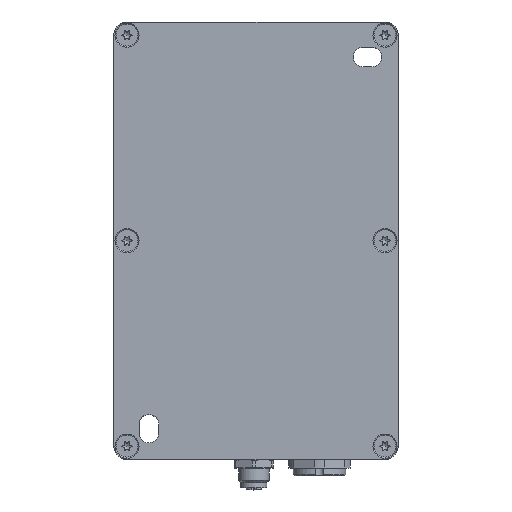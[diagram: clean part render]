
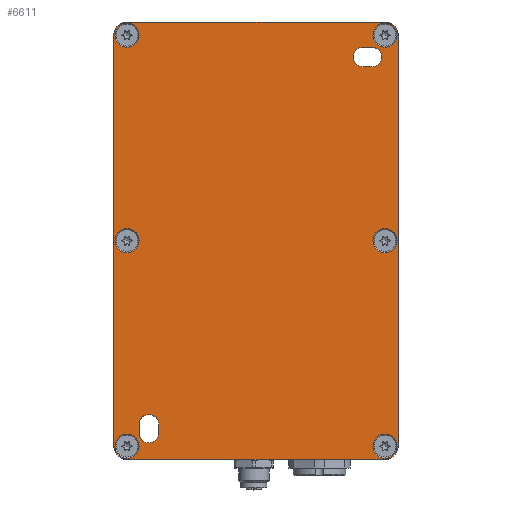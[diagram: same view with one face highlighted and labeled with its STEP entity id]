
A CAD part, top view. The second image highlights one B-rep face of the part: STEP entity #6611.
In plain terms, the highlighted planar face has unit normal (0, 0, 1).
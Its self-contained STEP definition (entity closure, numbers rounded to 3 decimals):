
#577=FACE_BOUND('',#1676,.T.);
#578=FACE_BOUND('',#1677,.T.);
#579=FACE_BOUND('',#1678,.T.);
#580=FACE_BOUND('',#1679,.T.);
#581=FACE_BOUND('',#1680,.T.);
#582=FACE_BOUND('',#1681,.T.);
#583=FACE_BOUND('',#1682,.T.);
#584=FACE_BOUND('',#1683,.T.);
#755=PLANE('',#7318);
#1147=FACE_OUTER_BOUND('',#1675,.T.);
#1675=EDGE_LOOP('',(#6017,#6018,#6019,#6020,#6021,#6022,#6023,#6024));
#1676=EDGE_LOOP('',(#6025));
#1677=EDGE_LOOP('',(#6026));
#1678=EDGE_LOOP('',(#6027));
#1679=EDGE_LOOP('',(#6028));
#1680=EDGE_LOOP('',(#6029));
#1681=EDGE_LOOP('',(#6030));
#1682=EDGE_LOOP('',(#6031,#6032,#6033,#6034));
#1683=EDGE_LOOP('',(#6035,#6036,#6037,#6038));
#2032=LINE('',#12413,#2384);
#2033=LINE('',#12451,#2385);
#2034=LINE('',#12453,#2386);
#2035=LINE('',#12455,#2387);
#2036=LINE('',#12457,#2388);
#2037=LINE('',#12458,#2389);
#2038=LINE('',#12459,#2390);
#2039=LINE('',#12460,#2391);
#2384=VECTOR('',#8993,59.);
#2385=VECTOR('',#9044,94.);
#2386=VECTOR('',#9047,59.);
#2387=VECTOR('',#9050,94.);
#2388=VECTOR('',#9053,2.);
#2389=VECTOR('',#9054,2.);
#2390=VECTOR('',#9055,2.);
#2391=VECTOR('',#9056,2.);
#2625=CIRCLE('',#7183,2.25);
#2634=CIRCLE('',#7197,2.25);
#2636=CIRCLE('',#7202,2.25);
#2637=CIRCLE('',#7207,2.25);
#2651=CIRCLE('',#7234,3.);
#2652=CIRCLE('',#7236,3.);
#2653=CIRCLE('',#7239,3.);
#2654=CIRCLE('',#7242,3.);
#2678=CIRCLE('',#7294,2.75);
#2680=CIRCLE('',#7298,2.75);
#2682=CIRCLE('',#7302,2.75);
#2684=CIRCLE('',#7306,2.75);
#2686=CIRCLE('',#7310,2.75);
#2688=CIRCLE('',#7314,2.75);
#3340=VERTEX_POINT('',#12104);
#3341=VERTEX_POINT('',#12106);
#3359=VERTEX_POINT('',#12194);
#3360=VERTEX_POINT('',#12196);
#3367=VERTEX_POINT('',#12217);
#3368=VERTEX_POINT('',#12219);
#3371=VERTEX_POINT('',#12235);
#3372=VERTEX_POINT('',#12237);
#3391=VERTEX_POINT('',#12299);
#3392=VERTEX_POINT('',#12301);
#3395=VERTEX_POINT('',#12309);
#3396=VERTEX_POINT('',#12311);
#3399=VERTEX_POINT('',#12321);
#3400=VERTEX_POINT('',#12323);
#3403=VERTEX_POINT('',#12333);
#3404=VERTEX_POINT('',#12335);
#3428=VERTEX_POINT('',#12418);
#3430=VERTEX_POINT('',#12424);
#3432=VERTEX_POINT('',#12430);
#3434=VERTEX_POINT('',#12436);
#3436=VERTEX_POINT('',#12442);
#3438=VERTEX_POINT('',#12448);
#4170=EDGE_CURVE('',#3341,#3340,#2625,.T.);
#4192=EDGE_CURVE('',#3360,#3359,#2634,.T.);
#4204=EDGE_CURVE('',#3368,#3367,#2636,.T.);
#4214=EDGE_CURVE('',#3372,#3371,#2637,.T.);
#4245=EDGE_CURVE('',#3391,#3392,#2651,.T.);
#4250=EDGE_CURVE('',#3395,#3396,#2652,.T.);
#4256=EDGE_CURVE('',#3399,#3400,#2653,.T.);
#4262=EDGE_CURVE('',#3403,#3404,#2654,.T.);
#4291=EDGE_CURVE('',#3396,#3391,#2032,.T.);
#4293=EDGE_CURVE('',#3428,#3428,#2678,.T.);
#4295=EDGE_CURVE('',#3430,#3430,#2680,.T.);
#4297=EDGE_CURVE('',#3432,#3432,#2682,.T.);
#4299=EDGE_CURVE('',#3434,#3434,#2684,.T.);
#4301=EDGE_CURVE('',#3436,#3436,#2686,.T.);
#4303=EDGE_CURVE('',#3438,#3438,#2688,.T.);
#4304=EDGE_CURVE('',#3392,#3403,#2033,.T.);
#4305=EDGE_CURVE('',#3404,#3399,#2034,.T.);
#4306=EDGE_CURVE('',#3400,#3395,#2035,.T.);
#4307=EDGE_CURVE('',#3340,#3368,#2036,.T.);
#4308=EDGE_CURVE('',#3367,#3341,#2037,.T.);
#4309=EDGE_CURVE('',#3359,#3372,#2038,.T.);
#4310=EDGE_CURVE('',#3371,#3360,#2039,.T.);
#6017=ORIENTED_EDGE('',*,*,#4250,.F.);
#6018=ORIENTED_EDGE('',*,*,#4306,.F.);
#6019=ORIENTED_EDGE('',*,*,#4256,.F.);
#6020=ORIENTED_EDGE('',*,*,#4305,.F.);
#6021=ORIENTED_EDGE('',*,*,#4262,.F.);
#6022=ORIENTED_EDGE('',*,*,#4304,.F.);
#6023=ORIENTED_EDGE('',*,*,#4245,.F.);
#6024=ORIENTED_EDGE('',*,*,#4291,.F.);
#6025=ORIENTED_EDGE('',*,*,#4303,.T.);
#6026=ORIENTED_EDGE('',*,*,#4301,.T.);
#6027=ORIENTED_EDGE('',*,*,#4299,.T.);
#6028=ORIENTED_EDGE('',*,*,#4297,.T.);
#6029=ORIENTED_EDGE('',*,*,#4295,.T.);
#6030=ORIENTED_EDGE('',*,*,#4293,.T.);
#6031=ORIENTED_EDGE('',*,*,#4307,.T.);
#6032=ORIENTED_EDGE('',*,*,#4204,.T.);
#6033=ORIENTED_EDGE('',*,*,#4308,.T.);
#6034=ORIENTED_EDGE('',*,*,#4170,.T.);
#6035=ORIENTED_EDGE('',*,*,#4309,.T.);
#6036=ORIENTED_EDGE('',*,*,#4214,.T.);
#6037=ORIENTED_EDGE('',*,*,#4310,.T.);
#6038=ORIENTED_EDGE('',*,*,#4192,.T.);
#6611=ADVANCED_FACE('',(#1147,#577,#578,#579,#580,#581,#582,#583,#584),
#755,.T.);
#7183=AXIS2_PLACEMENT_3D('',#12107,#8712,#8713);
#7197=AXIS2_PLACEMENT_3D('',#12197,#8749,#8750);
#7202=AXIS2_PLACEMENT_3D('',#12220,#8769,#8770);
#7207=AXIS2_PLACEMENT_3D('',#12238,#8788,#8789);
#7234=AXIS2_PLACEMENT_3D('',#12302,#8859,#8860);
#7236=AXIS2_PLACEMENT_3D('',#12312,#8867,#8868);
#7239=AXIS2_PLACEMENT_3D('',#12324,#8878,#8879);
#7242=AXIS2_PLACEMENT_3D('',#12336,#8889,#8890);
#7294=AXIS2_PLACEMENT_3D('',#12419,#9000,#9001);
#7298=AXIS2_PLACEMENT_3D('',#12425,#9008,#9009);
#7302=AXIS2_PLACEMENT_3D('',#12431,#9016,#9017);
#7306=AXIS2_PLACEMENT_3D('',#12437,#9024,#9025);
#7310=AXIS2_PLACEMENT_3D('',#12443,#9032,#9033);
#7314=AXIS2_PLACEMENT_3D('',#12449,#9040,#9041);
#7318=AXIS2_PLACEMENT_3D('',#12456,#9051,#9052);
#8712=DIRECTION('center_axis',(0.,0.,
-1.));
#8713=DIRECTION('ref_axis',(-1.,0.,0.));
#8749=DIRECTION('center_axis',(0.,0.,
-1.));
#8750=DIRECTION('ref_axis',(-1.,0.,0.));
#8769=DIRECTION('center_axis',(0.,0.,
-1.));
#8770=DIRECTION('ref_axis',(1.,0.,0.));
#8788=DIRECTION('center_axis',(0.,0.,
-1.));
#8789=DIRECTION('ref_axis',(1.,0.,0.));
#8859=DIRECTION('center_axis',(0.,0.,
-1.));
#8860=DIRECTION('ref_axis',(-0.707,-0.707,0.));
#8867=DIRECTION('center_axis',(0.,0.,
-1.));
#8868=DIRECTION('ref_axis',(0.707,-0.707,0.));
#8878=DIRECTION('center_axis',(0.,0.,
-1.));
#8879=DIRECTION('ref_axis',(0.707,0.707,0.));
#8889=DIRECTION('center_axis',(0.,0.,
-1.));
#8890=DIRECTION('ref_axis',(-0.707,0.707,0.));
#8993=DIRECTION('',(-1.,0.,0.));
#9000=DIRECTION('center_axis',(0.,0.,
-1.));
#9001=DIRECTION('ref_axis',(1.,0.,0.));
#9008=DIRECTION('center_axis',(0.,0.,
-1.));
#9009=DIRECTION('ref_axis',(1.,0.,0.));
#9016=DIRECTION('center_axis',(0.,0.,
-1.));
#9017=DIRECTION('ref_axis',(1.,0.,0.));
#9024=DIRECTION('center_axis',(0.,0.,
-1.));
#9025=DIRECTION('ref_axis',(1.,0.,0.));
#9032=DIRECTION('center_axis',(0.,0.,
-1.));
#9033=DIRECTION('ref_axis',(1.,0.,0.));
#9040=DIRECTION('center_axis',(0.,0.,
-1.));
#9041=DIRECTION('ref_axis',(1.,0.,0.));
#9044=DIRECTION('',(0.,1.,0.));
#9047=DIRECTION('',(1.,0.,0.));
#9050=DIRECTION('',(0.,-1.,0.));
#9051=DIRECTION('center_axis',(0.,0.,
1.));
#9052=DIRECTION('ref_axis',(1.,0.,0.));
#9053=DIRECTION('',(1.,0.,0.));
#9054=DIRECTION('',(-1.,0.,0.));
#9055=DIRECTION('',(0.,-1.,0.));
#9056=DIRECTION('',(0.,1.,0.));
#12104=CARTESIAN_POINT('',(24.5,44.25,28.));
#12106=CARTESIAN_POINT('',(24.5,39.75,28.));
#12107=CARTESIAN_POINT('Origin',(24.5,42.,28.));
#12194=CARTESIAN_POINT('',(-22.25,-42.,28.));
#12196=CARTESIAN_POINT('',(-26.75,-42.,28.));
#12197=CARTESIAN_POINT('Origin',(-24.5,-42.,28.));
#12217=CARTESIAN_POINT('',(26.5,39.75,28.));
#12219=CARTESIAN_POINT('',(26.5,44.25,28.));
#12220=CARTESIAN_POINT('Origin',(26.5,42.,28.));
#12235=CARTESIAN_POINT('',(-26.75,-44.,28.));
#12237=CARTESIAN_POINT('',(-22.25,-44.,28.));
#12238=CARTESIAN_POINT('Origin',(-24.5,-44.,28.));
#12299=CARTESIAN_POINT('',(-29.5,-50.,28.));
#12301=CARTESIAN_POINT('',(-32.5,-47.,28.));
#12302=CARTESIAN_POINT('Origin',(-29.5,-47.,28.));
#12309=CARTESIAN_POINT('',(32.5,-47.,28.));
#12311=CARTESIAN_POINT('',(29.5,-50.,28.));
#12312=CARTESIAN_POINT('Origin',(29.5,-47.,28.));
#12321=CARTESIAN_POINT('',(29.5,50.,28.));
#12323=CARTESIAN_POINT('',(32.5,47.,28.));
#12324=CARTESIAN_POINT('Origin',(29.5,47.,28.));
#12333=CARTESIAN_POINT('',(-32.5,47.,28.));
#12335=CARTESIAN_POINT('',(-29.5,50.,28.));
#12336=CARTESIAN_POINT('Origin',(-29.5,47.,28.));
#12413=CARTESIAN_POINT('',(32.5,-50.,28.));
#12418=CARTESIAN_POINT('',(-26.75,-47.,28.));
#12419=CARTESIAN_POINT('Origin',(-29.5,-47.,28.));
#12424=CARTESIAN_POINT('',(-26.75,47.,28.));
#12425=CARTESIAN_POINT('Origin',(-29.5,47.,28.));
#12430=CARTESIAN_POINT('',(32.25,-47.,28.));
#12431=CARTESIAN_POINT('Origin',(29.5,-47.,28.));
#12436=CARTESIAN_POINT('',(32.25,47.,28.));
#12437=CARTESIAN_POINT('Origin',(29.5,47.,28.));
#12442=CARTESIAN_POINT('',(-26.75,0.,28.));
#12443=CARTESIAN_POINT('Origin',(-29.5,0.,
28.));
#12448=CARTESIAN_POINT('',(32.25,0.,28.));
#12449=CARTESIAN_POINT('Origin',(29.5,0.,
28.));
#12451=CARTESIAN_POINT('',(-32.5,-50.,28.));
#12453=CARTESIAN_POINT('',(-32.5,50.,28.));
#12455=CARTESIAN_POINT('',(32.5,50.,28.));
#12456=CARTESIAN_POINT('Origin',(0.,0.,
28.));
#12457=CARTESIAN_POINT('',(13.25,44.25,28.));
#12458=CARTESIAN_POINT('',(12.25,39.75,28.));
#12459=CARTESIAN_POINT('',(-22.25,-22.,28.));
#12460=CARTESIAN_POINT('',(-26.75,-21.,28.));
